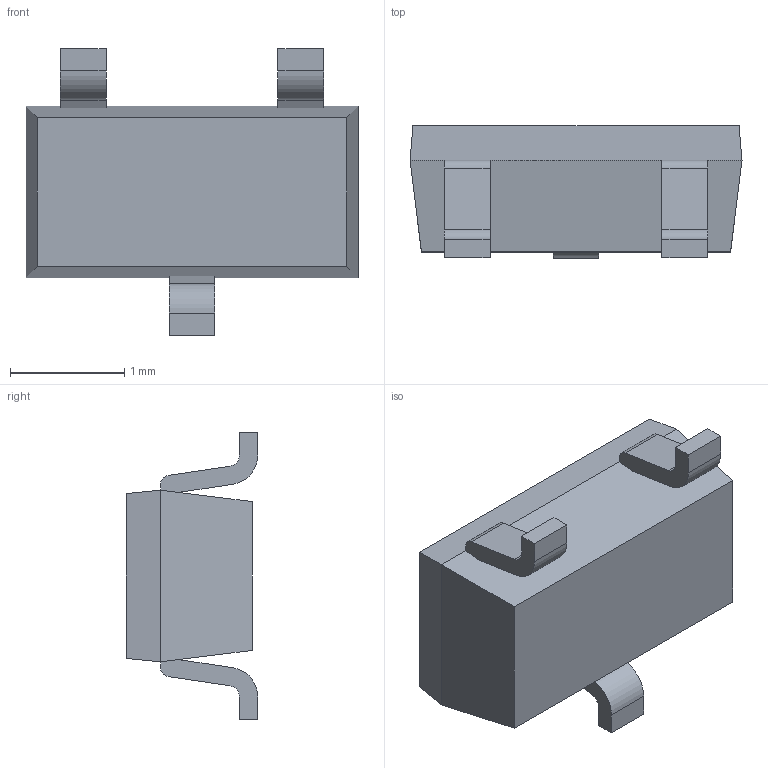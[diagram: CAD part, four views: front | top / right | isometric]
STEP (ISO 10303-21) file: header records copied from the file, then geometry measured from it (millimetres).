
FILE_DESCRIPTION (( 'STEP AP214' ), '1' );
FILE_NAME ('2SC2712-GR(F).STEP', '2021-08-24T08:51:42', ( '' ), ( '' ), 'SwSTEP 2.0', 'SolidWorks 2018', '' );
FILE_SCHEMA (( 'AUTOMOTIVE_DESIGN' ));
Length unit declared in the file: millimetre
Products named in the file (2): 2SC2712-GR(F)
Bounding box: 2.9 x 1.15 x 2.5 mm (x, y, z)
Volume: 4.6 mm3; surface area: 20.8 mm2
Topology: 3 solids, 3 shells, 45 faces, 111 edges, 72 vertices
Faces by surface type: plane 36, cylinder 9
Entity records: 1877 total; most frequent: CARTESIAN_POINT 230, DIRECTION 223, ORIENTED_EDGE 222, EDGE_CURVE 111, VECTOR 93, LINE 93, VERTEX_POINT 72, AXIS2_PLACEMENT_3D 65
